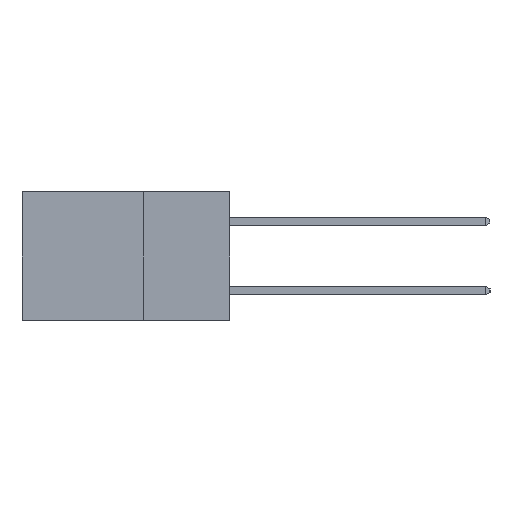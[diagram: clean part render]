
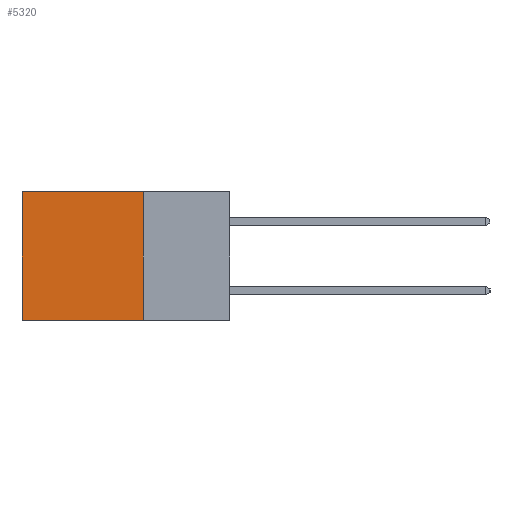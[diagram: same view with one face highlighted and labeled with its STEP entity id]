
A CAD part, left-side view. The second image highlights one B-rep face of the part: STEP entity #5320.
In plain terms, the highlighted planar face has unit normal (-1, 0, 0).
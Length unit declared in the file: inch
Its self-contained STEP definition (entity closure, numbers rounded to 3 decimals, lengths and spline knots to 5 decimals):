
#776 = CARTESIAN_POINT ( 'NONE',  ( 0.2615, 0.6, -0.37 ) ) ;
#1220 = ORIENTED_EDGE ( 'NONE', *, *, #10789, .F. ) ;
#1388 = EDGE_CURVE ( 'NONE', #6655, #4712, #18327, .T. ) ;
#1747 = DIRECTION ( 'NONE',  ( 0., 1., 0. ) ) ;
#1767 = CARTESIAN_POINT ( 'NONE',  ( 0.2615, 0.25, 0. ) ) ;
#2257 = CARTESIAN_POINT ( 'NONE',  ( 0.2615, 0.25, -0.37 ) ) ;
#2738 = CARTESIAN_POINT ( 'NONE',  ( 0.2615, 0.6, 0. ) ) ;
#3601 = CARTESIAN_POINT ( 'NONE',  ( 0.2615, 0.25, -0.37 ) ) ;
#3961 = ORIENTED_EDGE ( 'NONE', *, *, #17533, .T. ) ;
#4712 = VERTEX_POINT ( 'NONE', #2738 ) ;
#5254 = DIRECTION ( 'NONE',  ( 0., 0., -1. ) ) ;
#5320 = ADVANCED_FACE ( 'NONE', ( #18469 ), #10811, .F. ) ;
#5842 = CARTESIAN_POINT ( 'NONE',  ( 0.2615, 0.25, 0. ) ) ;
#6237 = LINE ( 'NONE', #776, #13434 ) ;
#6501 = EDGE_LOOP ( 'NONE', ( #3961, #16867, #1220, #10814 ) ) ;
#6655 = VERTEX_POINT ( 'NONE', #5842 ) ;
#8011 = DIRECTION ( 'NONE',  ( 0., 1., 0. ) ) ;
#8372 = EDGE_CURVE ( 'NONE', #11734, #13599, #13932, .T. ) ;
#9657 = DIRECTION ( 'NONE',  ( 0., 0., -1. ) ) ;
#10556 = DIRECTION ( 'NONE',  ( 0., 0., -1. ) ) ;
#10595 = DIRECTION ( 'NONE',  ( 1., 0., 0. ) ) ;
#10634 = CARTESIAN_POINT ( 'NONE',  ( 0.2615, 0.25, -0.37 ) ) ;
#10789 = EDGE_CURVE ( 'NONE', #6655, #11734, #14783, .T. ) ;
#10811 = PLANE ( 'NONE',  #13135 ) ;
#10814 = ORIENTED_EDGE ( 'NONE', *, *, #1388, .T. ) ;
#10935 = VECTOR ( 'NONE', #5254, 39.37008 ) ;
#11734 = VERTEX_POINT ( 'NONE', #11773 ) ;
#11773 = CARTESIAN_POINT ( 'NONE',  ( 0.2615, 0.25, -0.37 ) ) ;
#13135 = AXIS2_PLACEMENT_3D ( 'NONE', #10634, #10595, #10556 ) ;
#13434 = VECTOR ( 'NONE', #9657, 39.37008 ) ;
#13599 = VERTEX_POINT ( 'NONE', #14234 ) ;
#13932 = LINE ( 'NONE', #3601, #17289 ) ;
#14234 = CARTESIAN_POINT ( 'NONE',  ( 0.2615, 0.6, -0.37 ) ) ;
#14783 = LINE ( 'NONE', #2257, #10935 ) ;
#16867 = ORIENTED_EDGE ( 'NONE', *, *, #8372, .F. ) ;
#17289 = VECTOR ( 'NONE', #8011, 39.37008 ) ;
#17533 = EDGE_CURVE ( 'NONE', #4712, #13599, #6237, .T. ) ;
#17877 = VECTOR ( 'NONE', #1747, 39.37008 ) ;
#18327 = LINE ( 'NONE', #1767, #17877 ) ;
#18469 = FACE_OUTER_BOUND ( 'NONE', #6501, .T. ) ;
